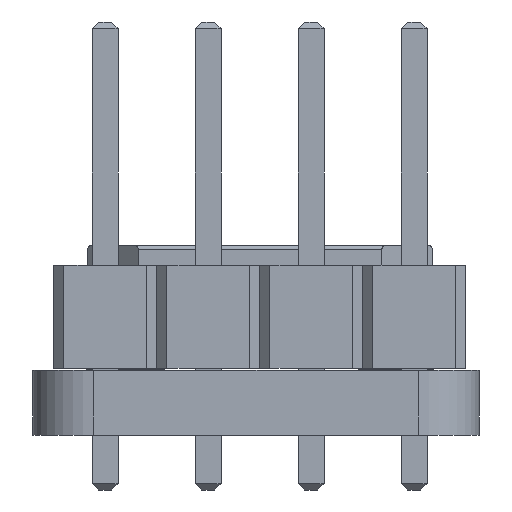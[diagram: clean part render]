
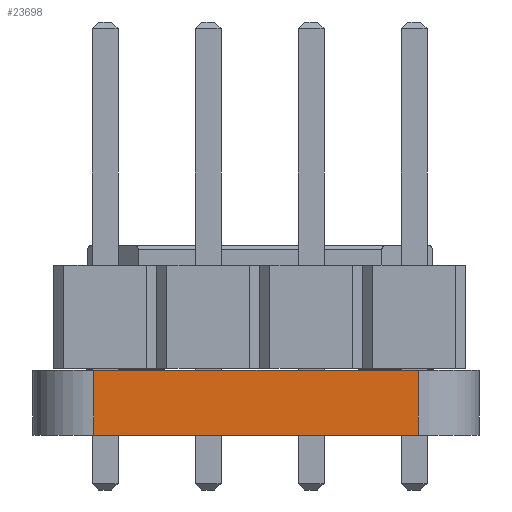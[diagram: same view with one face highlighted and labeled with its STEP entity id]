
A CAD part, left-side view. The second image highlights one B-rep face of the part: STEP entity #23698.
In plain terms, the highlighted planar face has unit normal (-1, 0, 0).
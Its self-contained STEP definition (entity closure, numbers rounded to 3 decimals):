
#22851 = PLANE('',#22852);
#22852 = AXIS2_PLACEMENT_3D('',#22853,#22854,#22855);
#22853 = CARTESIAN_POINT('',(133.4,-79.5,1.6));
#22854 = DIRECTION('',(0.,0.,1.));
#22855 = DIRECTION('',(1.,0.,0.));
#22879 = CYLINDRICAL_SURFACE('',#22880,1.5);
#22880 = AXIS2_PLACEMENT_3D('',#22881,#22882,#22883);
#22881 = CARTESIAN_POINT('',(124.9,-75.5,0.));
#22882 = DIRECTION('',(0.,0.,-1.));
#22883 = DIRECTION('',(1.,0.,0.));
#22905 = PLANE('',#22906);
#22906 = AXIS2_PLACEMENT_3D('',#22907,#22908,#22909);
#22907 = CARTESIAN_POINT('',(133.4,-79.5,0.));
#22908 = DIRECTION('',(0.,0.,1.));
#22909 = DIRECTION('',(1.,0.,0.));
#23000 = VERTEX_POINT('',#23001);
#23001 = CARTESIAN_POINT('',(123.4,-75.5,1.6));
#23023 = EDGE_CURVE('',#23024,#23000,#23026,.T.);
#23024 = VERTEX_POINT('',#23025);
#23025 = CARTESIAN_POINT('',(123.4,-75.5,0.));
#23026 = SURFACE_CURVE('',#23027,(#23031,#23038),.PCURVE_S1.);
#23027 = LINE('',#23028,#23029);
#23028 = CARTESIAN_POINT('',(123.4,-75.5,0.));
#23029 = VECTOR('',#23030,1.);
#23030 = DIRECTION('',(0.,0.,1.));
#23031 = PCURVE('',#22879,#23032);
#23032 = DEFINITIONAL_REPRESENTATION('',(#23033),#23037);
#23033 = LINE('',#23034,#23035);
#23034 = CARTESIAN_POINT('',(-3.142,0.));
#23035 = VECTOR('',#23036,1.);
#23036 = DIRECTION('',(0.,-1.));
#23037 = ( GEOMETRIC_REPRESENTATION_CONTEXT(2) 
PARAMETRIC_REPRESENTATION_CONTEXT() REPRESENTATION_CONTEXT('2D SPACE',''
  ) );
#23038 = PCURVE('',#23039,#23044);
#23039 = PLANE('',#23040);
#23040 = AXIS2_PLACEMENT_3D('',#23041,#23042,#23043);
#23041 = CARTESIAN_POINT('',(123.4,-75.5,0.));
#23042 = DIRECTION('',(1.,0.,0.));
#23043 = DIRECTION('',(0.,-1.,0.));
#23044 = DEFINITIONAL_REPRESENTATION('',(#23045),#23049);
#23045 = LINE('',#23046,#23047);
#23046 = CARTESIAN_POINT('',(0.,0.));
#23047 = VECTOR('',#23048,1.);
#23048 = DIRECTION('',(0.,-1.));
#23049 = ( GEOMETRIC_REPRESENTATION_CONTEXT(2) 
PARAMETRIC_REPRESENTATION_CONTEXT() REPRESENTATION_CONTEXT('2D SPACE',''
  ) );
#23078 = EDGE_CURVE('',#23024,#23079,#23081,.T.);
#23079 = VERTEX_POINT('',#23080);
#23080 = CARTESIAN_POINT('',(123.4,-83.5,0.));
#23081 = SURFACE_CURVE('',#23082,(#23086,#23093),.PCURVE_S1.);
#23082 = LINE('',#23083,#23084);
#23083 = CARTESIAN_POINT('',(123.4,-75.5,0.));
#23084 = VECTOR('',#23085,1.);
#23085 = DIRECTION('',(0.,-1.,0.));
#23086 = PCURVE('',#22905,#23087);
#23087 = DEFINITIONAL_REPRESENTATION('',(#23088),#23092);
#23088 = LINE('',#23089,#23090);
#23089 = CARTESIAN_POINT('',(-10.,4.));
#23090 = VECTOR('',#23091,1.);
#23091 = DIRECTION('',(0.,-1.));
#23092 = ( GEOMETRIC_REPRESENTATION_CONTEXT(2) 
PARAMETRIC_REPRESENTATION_CONTEXT() REPRESENTATION_CONTEXT('2D SPACE',''
  ) );
#23093 = PCURVE('',#23039,#23094);
#23094 = DEFINITIONAL_REPRESENTATION('',(#23095),#23099);
#23095 = LINE('',#23096,#23097);
#23096 = CARTESIAN_POINT('',(0.,0.));
#23097 = VECTOR('',#23098,1.);
#23098 = DIRECTION('',(1.,0.));
#23099 = ( GEOMETRIC_REPRESENTATION_CONTEXT(2) 
PARAMETRIC_REPRESENTATION_CONTEXT() REPRESENTATION_CONTEXT('2D SPACE',''
  ) );
#23118 = CYLINDRICAL_SURFACE('',#23119,1.5);
#23119 = AXIS2_PLACEMENT_3D('',#23120,#23121,#23122);
#23120 = CARTESIAN_POINT('',(124.9,-83.5,0.));
#23121 = DIRECTION('',(0.,0.,-1.));
#23122 = DIRECTION('',(1.,0.,0.));
#23400 = EDGE_CURVE('',#23000,#23401,#23403,.T.);
#23401 = VERTEX_POINT('',#23402);
#23402 = CARTESIAN_POINT('',(123.4,-83.5,1.6));
#23403 = SURFACE_CURVE('',#23404,(#23408,#23415),.PCURVE_S1.);
#23404 = LINE('',#23405,#23406);
#23405 = CARTESIAN_POINT('',(123.4,-75.5,1.6));
#23406 = VECTOR('',#23407,1.);
#23407 = DIRECTION('',(0.,-1.,0.));
#23408 = PCURVE('',#22851,#23409);
#23409 = DEFINITIONAL_REPRESENTATION('',(#23410),#23414);
#23410 = LINE('',#23411,#23412);
#23411 = CARTESIAN_POINT('',(-10.,4.));
#23412 = VECTOR('',#23413,1.);
#23413 = DIRECTION('',(0.,-1.));
#23414 = ( GEOMETRIC_REPRESENTATION_CONTEXT(2) 
PARAMETRIC_REPRESENTATION_CONTEXT() REPRESENTATION_CONTEXT('2D SPACE',''
  ) );
#23415 = PCURVE('',#23039,#23416);
#23416 = DEFINITIONAL_REPRESENTATION('',(#23417),#23421);
#23417 = LINE('',#23418,#23419);
#23418 = CARTESIAN_POINT('',(0.,-1.6));
#23419 = VECTOR('',#23420,1.);
#23420 = DIRECTION('',(1.,0.));
#23421 = ( GEOMETRIC_REPRESENTATION_CONTEXT(2) 
PARAMETRIC_REPRESENTATION_CONTEXT() REPRESENTATION_CONTEXT('2D SPACE',''
  ) );
#23698 = ADVANCED_FACE('',(#23699),#23039,.F.);
#23699 = FACE_BOUND('',#23700,.F.);
#23700 = EDGE_LOOP('',(#23701,#23702,#23703,#23724));
#23701 = ORIENTED_EDGE('',*,*,#23023,.T.);
#23702 = ORIENTED_EDGE('',*,*,#23400,.T.);
#23703 = ORIENTED_EDGE('',*,*,#23704,.F.);
#23704 = EDGE_CURVE('',#23079,#23401,#23705,.T.);
#23705 = SURFACE_CURVE('',#23706,(#23710,#23717),.PCURVE_S1.);
#23706 = LINE('',#23707,#23708);
#23707 = CARTESIAN_POINT('',(123.4,-83.5,0.));
#23708 = VECTOR('',#23709,1.);
#23709 = DIRECTION('',(0.,0.,1.));
#23710 = PCURVE('',#23039,#23711);
#23711 = DEFINITIONAL_REPRESENTATION('',(#23712),#23716);
#23712 = LINE('',#23713,#23714);
#23713 = CARTESIAN_POINT('',(8.,0.));
#23714 = VECTOR('',#23715,1.);
#23715 = DIRECTION('',(0.,-1.));
#23716 = ( GEOMETRIC_REPRESENTATION_CONTEXT(2) 
PARAMETRIC_REPRESENTATION_CONTEXT() REPRESENTATION_CONTEXT('2D SPACE',''
  ) );
#23717 = PCURVE('',#23118,#23718);
#23718 = DEFINITIONAL_REPRESENTATION('',(#23719),#23723);
#23719 = LINE('',#23720,#23721);
#23720 = CARTESIAN_POINT('',(-3.142,0.));
#23721 = VECTOR('',#23722,1.);
#23722 = DIRECTION('',(0.,-1.));
#23723 = ( GEOMETRIC_REPRESENTATION_CONTEXT(2) 
PARAMETRIC_REPRESENTATION_CONTEXT() REPRESENTATION_CONTEXT('2D SPACE',''
  ) );
#23724 = ORIENTED_EDGE('',*,*,#23078,.F.);
